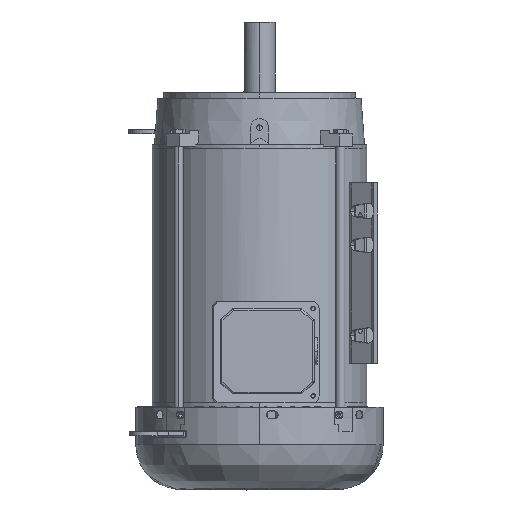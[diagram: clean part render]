
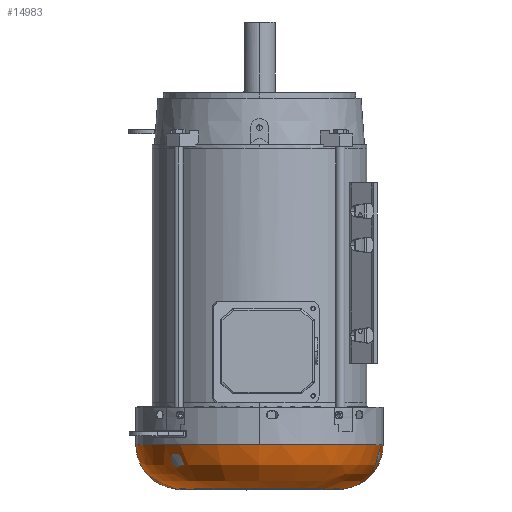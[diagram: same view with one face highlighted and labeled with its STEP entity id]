
A CAD part, left-side view. The second image highlights one B-rep face of the part: STEP entity #14983.
In plain terms, the highlighted free-form (B-spline) face has degree [3, 3] with [4, 4] control points.
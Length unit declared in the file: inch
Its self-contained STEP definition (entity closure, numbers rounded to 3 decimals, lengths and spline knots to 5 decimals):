
#298 = CARTESIAN_POINT ( 'NONE',  ( 10.24244, -0.93713, -7.58268 ) ) ;
#2539 = ORIENTED_EDGE ( 'NONE', *, *, #50658, .T. ) ;
#5344 = CARTESIAN_POINT ( 'NONE',  ( 4.77, 2.82, -9.53483 ) ) ;
#5540 = CARTESIAN_POINT ( 'NONE',  ( -0.70244, -0.93713, -8.62115 ) ) ;
#6397 = ORIENTED_EDGE ( 'NONE', *, *, #26577, .F. ) ;
#6528 = DIRECTION ( 'NONE',  ( -1., 0., 0. ) ) ;
#7067 = DIRECTION ( 'NONE',  ( 0., -1., 0. ) ) ;
#7287 = VERTEX_POINT ( 'NONE', #71188 ) ;
#9117 = VERTEX_POINT ( 'NONE', #69393 ) ;
#12516 = AXIS2_PLACEMENT_3D ( 'NONE', #16578, #21820, #28118 ) ;
#12876 = CARTESIAN_POINT ( 'NONE',  ( 10.24244, 10.00775, -8.62115 ) ) ;
#13326 = CARTESIAN_POINT ( 'NONE',  ( 1.26607, -0.93713, -7.58268 ) ) ;
#13498 = DIRECTION ( 'NONE',  ( 0., 0., -1. ) ) ;
#14983 = ADVANCED_FACE ( 'NONE', ( #65502 ), #34406, .T. ) ;
#15708 = DIRECTION ( 'NONE',  ( 1., 0., 0. ) ) ;
#16578 = CARTESIAN_POINT ( 'NONE',  ( 8.27394, -0.93713, -7.58268 ) ) ;
#18205 = CIRCLE ( 'NONE', #60462, 5.47244 ) ;
#20865 = EDGE_CURVE ( 'NONE', #53912, #38333, #81298, .T. ) ;
#21820 = DIRECTION ( 'NONE',  ( 0., 1., 0. ) ) ;
#21826 = AXIS2_PLACEMENT_3D ( 'NONE', #25837, #56524, #50737 ) ;
#22044 = DIRECTION ( 'NONE',  ( 0., 0., -1. ) ) ;
#22329 = CARTESIAN_POINT ( 'NONE',  ( 4.77, -0.93713, -7.58268 ) ) ;
#24178 = CARTESIAN_POINT ( 'NONE',  ( 10.24244, -0.93713, -8.62115 ) ) ;
#24434 = CARTESIAN_POINT ( 'NONE',  ( 8.52714, -0.93713, -9.53483 ) ) ;
#25837 = CARTESIAN_POINT ( 'NONE',  ( 4.77, -0.93713, -9.53483 ) ) ;
#26577 = EDGE_CURVE ( 'NONE', #9117, #47753, #73789, .T. ) ;
#28118 = DIRECTION ( 'NONE',  ( 1., 0., 0. ) ) ;
#31000 = CARTESIAN_POINT ( 'NONE',  ( -0.70244, 10.00775, -7.58268 ) ) ;
#31880 = ORIENTED_EDGE ( 'NONE', *, *, #20865, .T. ) ;
#31983 = EDGE_CURVE ( 'NONE', #7287, #53912, #59654, .T. ) ;
#34406 =( BOUNDED_SURFACE ( )  B_SPLINE_SURFACE ( 3, 3, ( 
 ( #298, #37579, #31000, #74607 ),
 ( #24178, #12876, #37034, #5540 ),
 ( #68005, #61969, #81147, #80870 ),
 ( #24434, #37856, #68283, #44170 ) ),
 .UNSPECIFIED., .F., .F., .T. ) 
 B_SPLINE_SURFACE_WITH_KNOTS ( ( 4, 4 ),
 ( 4, 4 ),
 ( 0., 1. ),
 ( 0., 1. ),
 .UNSPECIFIED. ) 
 GEOMETRIC_REPRESENTATION_ITEM ( )  RATIONAL_B_SPLINE_SURFACE ( (
 ( 1., 0.333, 0.333, 1.),
 ( 0.834, 0.278, 0.278, 0.834),
 ( 0.834, 0.278, 0.278, 0.834),
 ( 1., 0.333, 0.333, 1.) ) ) 
 REPRESENTATION_ITEM ( '' )  SURFACE ( )  );
#35055 = CARTESIAN_POINT ( 'NONE',  ( 4.77, -0.93713, -9.53483 ) ) ;
#35266 = VERTEX_POINT ( 'NONE', #5344 ) ;
#37034 = CARTESIAN_POINT ( 'NONE',  ( -0.70244, 10.00775, -8.62115 ) ) ;
#37579 = CARTESIAN_POINT ( 'NONE',  ( 10.24244, 10.00775, -7.58268 ) ) ;
#37856 = CARTESIAN_POINT ( 'NONE',  ( 8.52714, 6.57713, -9.53483 ) ) ;
#38333 = VERTEX_POINT ( 'NONE', #73090 ) ;
#38742 = ORIENTED_EDGE ( 'NONE', *, *, #41033, .T. ) ;
#39205 = AXIS2_PLACEMENT_3D ( 'NONE', #35055, #47929, #60266 ) ;
#41033 = EDGE_CURVE ( 'NONE', #38333, #35266, #63419, .T. ) ;
#44170 = CARTESIAN_POINT ( 'NONE',  ( 1.01287, -0.93713, -9.53483 ) ) ;
#47753 = VERTEX_POINT ( 'NONE', #48027 ) ;
#47929 = DIRECTION ( 'NONE',  ( 0., 0., 1. ) ) ;
#48027 = CARTESIAN_POINT ( 'NONE',  ( 1.01287, -0.93713, -9.53483 ) ) ;
#50658 = EDGE_CURVE ( 'NONE', #35266, #47753, #74352, .T. ) ;
#50737 = DIRECTION ( 'NONE',  ( 1., 0., 0. ) ) ;
#50754 = CARTESIAN_POINT ( 'NONE',  ( 4.77, -0.93713, -7.58268 ) ) ;
#50794 = CARTESIAN_POINT ( 'NONE',  ( 10.24244, -0.93713, -7.58268 ) ) ;
#53912 = VERTEX_POINT ( 'NONE', #50794 ) ;
#55733 = EDGE_CURVE ( 'NONE', #9117, #7287, #18205, .T. ) ;
#56524 = DIRECTION ( 'NONE',  ( 0., 0., 1. ) ) ;
#59654 = CIRCLE ( 'NONE', #68749, 5.47244 ) ;
#60266 = DIRECTION ( 'NONE',  ( 1., 0., 0. ) ) ;
#60462 = AXIS2_PLACEMENT_3D ( 'NONE', #50754, #13498, #62595 ) ;
#61969 = CARTESIAN_POINT ( 'NONE',  ( 9.55698, 8.63683, -9.40126 ) ) ;
#62224 = ORIENTED_EDGE ( 'NONE', *, *, #55733, .T. ) ;
#62595 = DIRECTION ( 'NONE',  ( 1., 0., 0. ) ) ;
#63419 = CIRCLE ( 'NONE', #39205, 3.75713 ) ;
#64674 = ORIENTED_EDGE ( 'NONE', *, *, #31983, .T. ) ;
#65502 = FACE_OUTER_BOUND ( 'NONE', #81071, .T. ) ;
#68005 = CARTESIAN_POINT ( 'NONE',  ( 9.55698, -0.93713, -9.40126 ) ) ;
#68283 = CARTESIAN_POINT ( 'NONE',  ( 1.01287, 6.57713, -9.53483 ) ) ;
#68749 = AXIS2_PLACEMENT_3D ( 'NONE', #22329, #22044, #15708 ) ;
#69393 = CARTESIAN_POINT ( 'NONE',  ( -0.70244, -0.93713, -7.58268 ) ) ;
#71188 = CARTESIAN_POINT ( 'NONE',  ( 4.77, 4.53531, -7.58268 ) ) ;
#73090 = CARTESIAN_POINT ( 'NONE',  ( 8.52714, -0.93713, -9.53483 ) ) ;
#73789 = CIRCLE ( 'NONE', #80483, 1.9685 ) ;
#74352 = CIRCLE ( 'NONE', #21826, 3.75713 ) ;
#74607 = CARTESIAN_POINT ( 'NONE',  ( -0.70244, -0.93713, -7.58268 ) ) ;
#80483 = AXIS2_PLACEMENT_3D ( 'NONE', #13326, #7067, #6528 ) ;
#80870 = CARTESIAN_POINT ( 'NONE',  ( -0.01698, -0.93713, -9.40126 ) ) ;
#81071 = EDGE_LOOP ( 'NONE', ( #6397, #62224, #64674, #31880, #38742, #2539 ) ) ;
#81147 = CARTESIAN_POINT ( 'NONE',  ( -0.01698, 8.63683, -9.40126 ) ) ;
#81298 = CIRCLE ( 'NONE', #12516, 1.9685 ) ;
